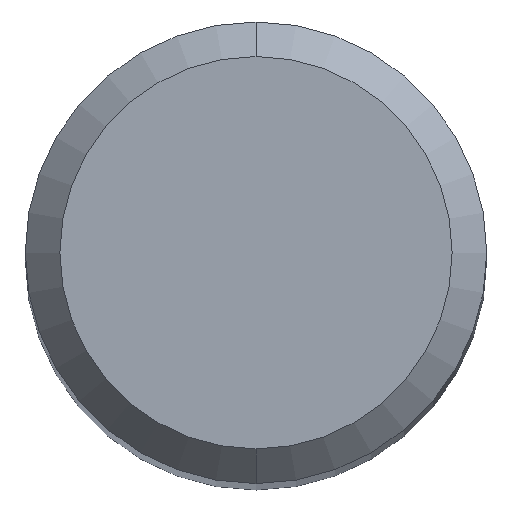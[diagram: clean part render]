
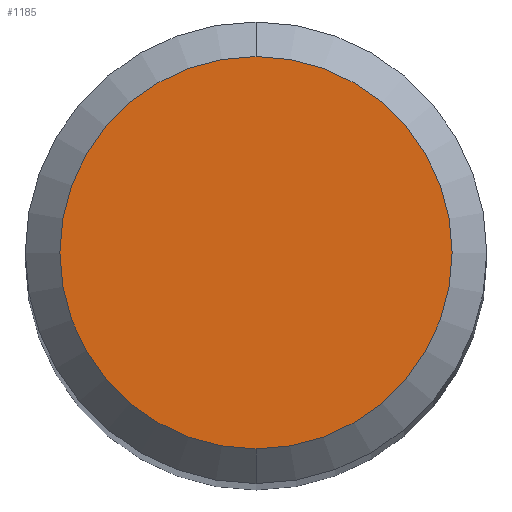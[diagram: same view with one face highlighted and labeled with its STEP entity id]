
A CAD part, top view. The second image highlights one B-rep face of the part: STEP entity #1185.
In plain terms, the highlighted planar face has unit normal (0, 0, 1).
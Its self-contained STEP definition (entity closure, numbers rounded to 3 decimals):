
#523=EDGE_CURVE('',#737,#913,#1375,.T.);
#737=VERTEX_POINT('',#1613);
#913=VERTEX_POINT('',#1804);
#997=EDGE_CURVE('',#913,#737,#1893,.T.);
#1185=ADVANCED_FACE('',(#2098),#2099,.T.);
#1375=CIRCLE('',#2456,1.7);
#1613=CARTESIAN_POINT('',(0.,-1.7,0.0));
#1804=CARTESIAN_POINT('',(0.0,1.7,0.0));
#1893=CIRCLE('',#4718,1.7);
#2098=FACE_OUTER_BOUND('',#5621,.T.);
#2099=PLANE('',#5622);
#2456=AXIS2_PLACEMENT_3D('',#6328,#6329,#6330);
#4718=AXIS2_PLACEMENT_3D('',#6885,#6886,#6887);
#5621=EDGE_LOOP('',(#7146,#7147));
#5622=AXIS2_PLACEMENT_3D('',#7148,#7149,#7150);
#6328=CARTESIAN_POINT('',(0.0,0.0,0.0));
#6329=DIRECTION('',(0.0,0.0,-1.0));
#6330=DIRECTION('',(0.0,1.0,0.0));
#6885=CARTESIAN_POINT('',(0.0,0.0,0.0));
#6886=DIRECTION('',(0.0,0.0,-1.0));
#6887=DIRECTION('',(0.0,1.0,0.0));
#7146=ORIENTED_EDGE('',*,*,#997,.F.);
#7147=ORIENTED_EDGE('',*,*,#523,.F.);
#7148=CARTESIAN_POINT('',(0.0,0.85,0.0));
#7149=DIRECTION('',(-0.0,0.0,1.0));
#7150=DIRECTION('',(0.0,-1.0,0.0));
